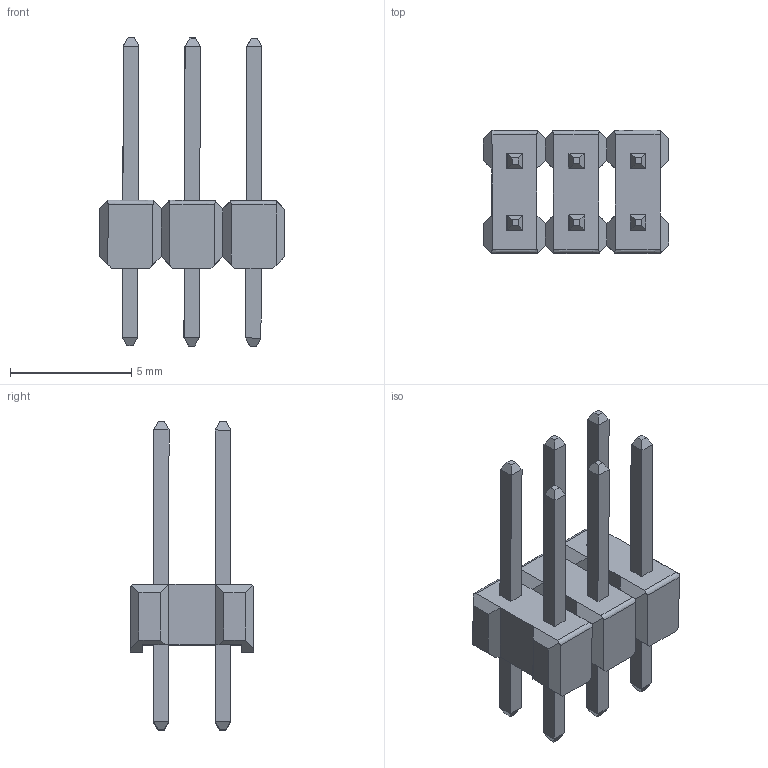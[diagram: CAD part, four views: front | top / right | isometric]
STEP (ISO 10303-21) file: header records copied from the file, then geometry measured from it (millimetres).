
FILE_DESCRIPTION(('FreeCAD Model'),'2;1');
FILE_NAME('parts/3DModels/Header_Pin_2x3/Header_Straight_2x3.step','2018-01-04T01:23:30',('kicad StepUp'),('ksu MCAD'), 'Open CASCADE STEP processor 6.8','FreeCAD','Unknown');
FILE_SCHEMA(('AUTOMOTIVE_DESIGN_CC2 { 1 2 10303 214 -1 1 5 4 }'));
Length unit declared in the file: millimetre
Products named in the file (1): Header_Straight_2x3
Bounding box: 7.63 x 5.09 x 12.72 mm (x, y, z)
Volume: 107.4 mm3; surface area: 404.2 mm2
Topology: 9 solids, 9 shells, 204 faces, 505 edges, 321 vertices
Faces by surface type: plane 186, bspline 18
Entity records: 7367 total; most frequent: CARTESIAN_POINT 2186, ORIENTED_EDGE 996, B_SPLINE_CURVE_WITH_KNOTS 505, EDGE_CURVE 498, DIRECTION 374, VERTEX_POINT 312, FACE_BOUND 216, EDGE_LOOP 216
